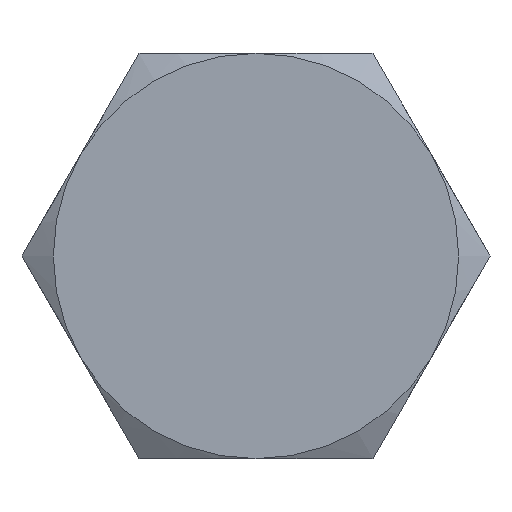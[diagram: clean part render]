
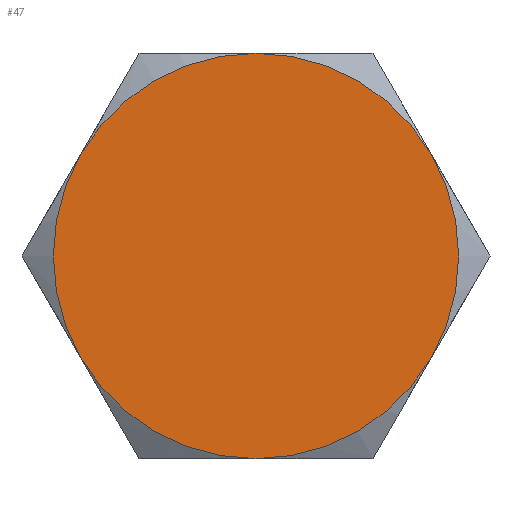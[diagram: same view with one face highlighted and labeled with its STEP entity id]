
A CAD part, left-side view. The second image highlights one B-rep face of the part: STEP entity #47.
In plain terms, the highlighted planar face has unit normal (-1, 0, 0).
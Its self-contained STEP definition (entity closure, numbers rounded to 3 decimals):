
#47 = ADVANCED_FACE( '', ( #108 ), #109, .F. );
#108 = FACE_OUTER_BOUND( '', #185, .T. );
#109 = PLANE( '', #186 );
#185 = EDGE_LOOP( '', ( #258, #259, #260, #261, #262, #263 ) );
#186 = AXIS2_PLACEMENT_3D( '', #264, #265, #266 );
#258 = ORIENTED_EDGE( '', *, *, #413, .F. );
#259 = ORIENTED_EDGE( '', *, *, #414, .F. );
#260 = ORIENTED_EDGE( '', *, *, #415, .F. );
#261 = ORIENTED_EDGE( '', *, *, #416, .F. );
#262 = ORIENTED_EDGE( '', *, *, #417, .F. );
#263 = ORIENTED_EDGE( '', *, *, #418, .F. );
#264 = CARTESIAN_POINT( '', ( 0., 0., 0. ) );
#265 = DIRECTION( '', ( 1., 0., 0. ) );
#266 = DIRECTION( '', ( 0., 1., 0. ) );
#413 = EDGE_CURVE( '', #473, #474, #475, .T. );
#414 = EDGE_CURVE( '', #476, #473, #477, .T. );
#415 = EDGE_CURVE( '', #478, #476, #479, .T. );
#416 = EDGE_CURVE( '', #480, #478, #481, .T. );
#417 = EDGE_CURVE( '', #482, #480, #483, .T. );
#418 = EDGE_CURVE( '', #474, #482, #484, .T. );
#473 = VERTEX_POINT( '', #556 );
#474 = VERTEX_POINT( '', #557 );
#475 = CIRCLE( '', #558, 12. );
#476 = VERTEX_POINT( '', #559 );
#477 = CIRCLE( '', #560, 12. );
#478 = VERTEX_POINT( '', #561 );
#479 = CIRCLE( '', #562, 12. );
#480 = VERTEX_POINT( '', #563 );
#481 = CIRCLE( '', #564, 12. );
#482 = VERTEX_POINT( '', #565 );
#483 = CIRCLE( '', #566, 12. );
#484 = CIRCLE( '', #567, 12. );
#556 = CARTESIAN_POINT( '', ( 0., 10.392, -6. ) );
#557 = CARTESIAN_POINT( '', ( 0., 10.392, 6. ) );
#558 = AXIS2_PLACEMENT_3D( '', #727, #728, #729 );
#559 = CARTESIAN_POINT( '', ( 0., 0., -12. ) );
#560 = AXIS2_PLACEMENT_3D( '', #730, #731, #732 );
#561 = CARTESIAN_POINT( '', ( 0., -10.392, -6. ) );
#562 = AXIS2_PLACEMENT_3D( '', #733, #734, #735 );
#563 = CARTESIAN_POINT( '', ( 0., -10.392, 6. ) );
#564 = AXIS2_PLACEMENT_3D( '', #736, #737, #738 );
#565 = CARTESIAN_POINT( '', ( 0., 0., 12. ) );
#566 = AXIS2_PLACEMENT_3D( '', #739, #740, #741 );
#567 = AXIS2_PLACEMENT_3D( '', #742, #743, #744 );
#727 = CARTESIAN_POINT( '', ( 0., 0., 0. ) );
#728 = DIRECTION( '', ( 1., 0., 0. ) );
#729 = DIRECTION( '', ( 0., 1., 0. ) );
#730 = CARTESIAN_POINT( '', ( 0., 0., 0. ) );
#731 = DIRECTION( '', ( 1., 0., 0. ) );
#732 = DIRECTION( '', ( 0., 1., 0. ) );
#733 = CARTESIAN_POINT( '', ( 0., 0., 0. ) );
#734 = DIRECTION( '', ( 1., 0., 0. ) );
#735 = DIRECTION( '', ( 0., 1., 0. ) );
#736 = CARTESIAN_POINT( '', ( 0., 0., 0. ) );
#737 = DIRECTION( '', ( 1., 0., 0. ) );
#738 = DIRECTION( '', ( 0., 1., 0. ) );
#739 = CARTESIAN_POINT( '', ( 0., 0., 0. ) );
#740 = DIRECTION( '', ( 1., 0., 0. ) );
#741 = DIRECTION( '', ( 0., 1., 0. ) );
#742 = CARTESIAN_POINT( '', ( 0., 0., 0. ) );
#743 = DIRECTION( '', ( 1., 0., 0. ) );
#744 = DIRECTION( '', ( 0., 1., 0. ) );
